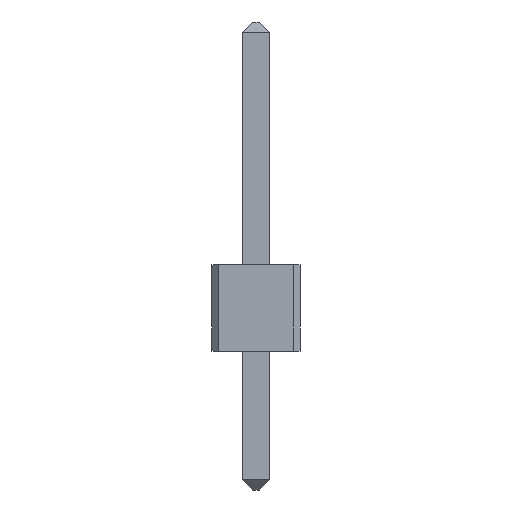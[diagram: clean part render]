
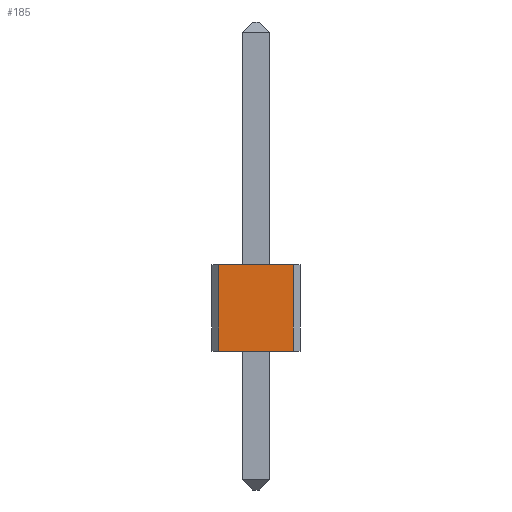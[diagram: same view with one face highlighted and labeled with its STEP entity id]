
A CAD part, front view. The second image highlights one B-rep face of the part: STEP entity #185.
In plain terms, the highlighted planar face has unit normal (0, -1, 0).
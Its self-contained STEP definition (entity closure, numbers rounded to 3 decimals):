
#185=ADVANCED_FACE('',(#319),#320,.F.);
#319=FACE_OUTER_BOUND('',#419,.T.);
#320=PLANE('',#420);
#419=EDGE_LOOP('',(#651,#652,#653,#654));
#420=AXIS2_PLACEMENT_3D('',#655,#656,#657);
#651=ORIENTED_EDGE('',*,*,#753,.F.);
#652=ORIENTED_EDGE('',*,*,#681,.T.);
#653=ORIENTED_EDGE('',*,*,#749,.T.);
#654=ORIENTED_EDGE('',*,*,#674,.T.);
#655=CARTESIAN_POINT('',(22.46,-1.27,15.139));
#656=DIRECTION('',(0.0,1.0,0.0));
#657=DIRECTION('',(0.0,0.0,1.0));
#674=EDGE_CURVE('',#772,#769,#773,.T.);
#681=EDGE_CURVE('',#779,#783,#785,.T.);
#749=EDGE_CURVE('',#783,#772,#881,.T.);
#753=EDGE_CURVE('',#779,#769,#885,.T.);
#769=VERTEX_POINT('',#905);
#772=VERTEX_POINT('',#909);
#773=LINE('',#910,#911);
#779=VERTEX_POINT('',#919);
#783=VERTEX_POINT('',#925);
#785=LINE('',#928,#929);
#881=LINE('',#1072,#1073);
#885=LINE('',#1079,#1080);
#905=CARTESIAN_POINT('',(24.8,-1.27,15.139));
#909=CARTESIAN_POINT('',(24.8,-1.27,12.639));
#910=CARTESIAN_POINT('',(24.8,-1.27,15.139));
#911=VECTOR('',#1092,1.0);
#919=CARTESIAN_POINT('',(22.66,-1.27,15.139));
#925=CARTESIAN_POINT('',(22.66,-1.27,12.639));
#928=CARTESIAN_POINT('',(22.66,-1.27,15.139));
#929=VECTOR('',#1098,1.0);
#1072=CARTESIAN_POINT('',(22.46,-1.27,12.639));
#1073=VECTOR('',#1146,1.0);
#1079=CARTESIAN_POINT('',(22.46,-1.27,15.139));
#1080=VECTOR('',#1149,1.0);
#1092=DIRECTION('',(0.0,0.0,1.0));
#1098=DIRECTION('',(0.0,0.0,-1.0));
#1146=DIRECTION('',(1.0,0.0,0.0));
#1149=DIRECTION('',(1.0,0.0,0.0));
